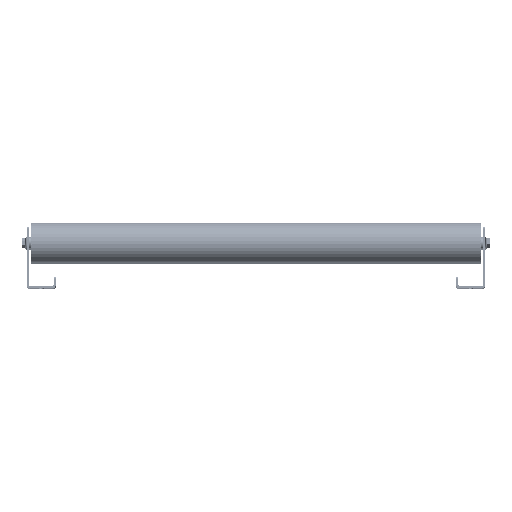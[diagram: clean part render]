
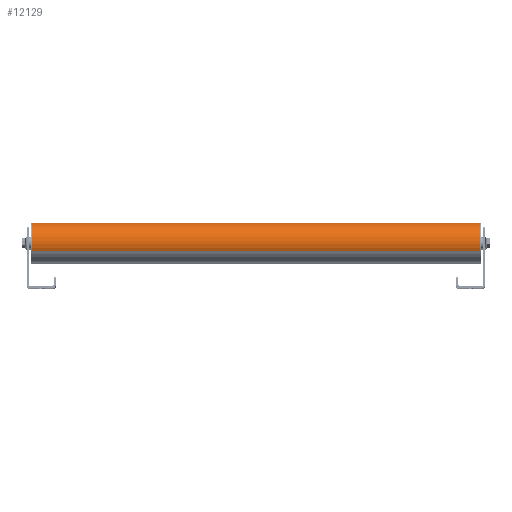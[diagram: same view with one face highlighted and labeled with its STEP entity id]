
A CAD part, top view. The second image highlights one B-rep face of the part: STEP entity #12129.
In plain terms, the highlighted cylindrical face has radius 44.5 mm (diameter 89 mm), a partial arc.
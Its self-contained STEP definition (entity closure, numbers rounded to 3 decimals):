
#172 = LINE ( 'NONE', #5551, #13378 ) ;
#235 = DIRECTION ( 'NONE',  ( 1., 0., 0. ) ) ;
#752 = DIRECTION ( 'NONE',  ( -1., 0., 0. ) ) ;
#877 = CARTESIAN_POINT ( 'NONE',  ( 986., 0., 44.5 ) ) ;
#2139 = ORIENTED_EDGE ( 'NONE', *, *, #3667, .F. ) ;
#2733 = ORIENTED_EDGE ( 'NONE', *, *, #11989, .T. ) ;
#3004 = VERTEX_POINT ( 'NONE', #14708 ) ;
#3210 = CARTESIAN_POINT ( 'NONE',  ( 0., 0., 0. ) ) ;
#3243 = EDGE_CURVE ( 'NONE', #11161, #3004, #172, .T. ) ;
#3656 = EDGE_LOOP ( 'NONE', ( #6072, #2139, #11411, #2733 ) ) ;
#3667 = EDGE_CURVE ( 'NONE', #17300, #11161, #12551, .T. ) ;
#3792 = CARTESIAN_POINT ( 'NONE',  ( 986., 0., 0. ) ) ;
#3935 = DIRECTION ( 'NONE',  ( 0., 0., -1. ) ) ;
#3979 = LINE ( 'NONE', #13340, #7331 ) ;
#4038 = DIRECTION ( 'NONE',  ( -1., 0., 0. ) ) ;
#5039 = AXIS2_PLACEMENT_3D ( 'NONE', #3792, #752, #15988 ) ;
#5551 = CARTESIAN_POINT ( 'NONE',  ( 986., 0., -44.5 ) ) ;
#6072 = ORIENTED_EDGE ( 'NONE', *, *, #3243, .F. ) ;
#6397 = AXIS2_PLACEMENT_3D ( 'NONE', #3210, #235, #11256 ) ;
#6842 = CARTESIAN_POINT ( 'NONE',  ( 986., 0., 0. ) ) ;
#7331 = VECTOR ( 'NONE', #13522, 1000. ) ;
#7765 = CYLINDRICAL_SURFACE ( 'NONE', #5039, 44.5 ) ;
#10699 = CARTESIAN_POINT ( 'NONE',  ( 986., 0., -44.5 ) ) ;
#11161 = VERTEX_POINT ( 'NONE', #10699 ) ;
#11256 = DIRECTION ( 'NONE',  ( 0., 0., -1. ) ) ;
#11411 = ORIENTED_EDGE ( 'NONE', *, *, #13070, .T. ) ;
#11989 = EDGE_CURVE ( 'NONE', #16231, #3004, #13164, .T. ) ;
#12129 = ADVANCED_FACE ( 'NONE', ( #16903 ), #7765, .T. ) ;
#12243 = DIRECTION ( 'NONE',  ( 1., 0., 0. ) ) ;
#12551 = CIRCLE ( 'NONE', #14804, 44.5 ) ;
#13070 = EDGE_CURVE ( 'NONE', #17300, #16231, #3979, .T. ) ;
#13164 = CIRCLE ( 'NONE', #6397, 44.5 ) ;
#13340 = CARTESIAN_POINT ( 'NONE',  ( 986., 0., 44.5 ) ) ;
#13378 = VECTOR ( 'NONE', #4038, 1000. ) ;
#13449 = CARTESIAN_POINT ( 'NONE',  ( 0., 0., 44.5 ) ) ;
#13522 = DIRECTION ( 'NONE',  ( -1., 0., 0. ) ) ;
#14708 = CARTESIAN_POINT ( 'NONE',  ( 0., 0., -44.5 ) ) ;
#14804 = AXIS2_PLACEMENT_3D ( 'NONE', #6842, #12243, #3935 ) ;
#15988 = DIRECTION ( 'NONE',  ( 0., 0., 1. ) ) ;
#16231 = VERTEX_POINT ( 'NONE', #13449 ) ;
#16903 = FACE_OUTER_BOUND ( 'NONE', #3656, .T. ) ;
#17300 = VERTEX_POINT ( 'NONE', #877 ) ;
